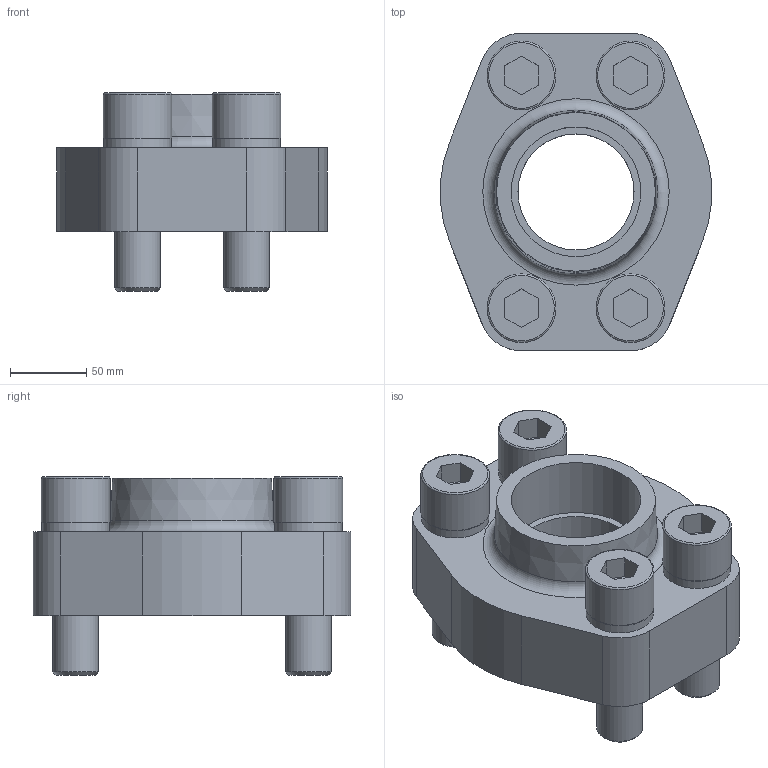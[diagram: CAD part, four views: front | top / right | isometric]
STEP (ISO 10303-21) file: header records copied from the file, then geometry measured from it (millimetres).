
FILE_DESCRIPTION(/* description */ ('STEP AP203'),/* implementation_level */ '2;1');
FILE_NAME(/* name */ 'SAE Threaded Flange AFE 76-6-01',/* time_stamp */ '2023-05-17T11:50:14+02:00',/* author */ ('License CC BY-ND 4.0'),/* organization */ ('CADENAS'),/* preprocessor_version */ 'ST-DEVELOPER v19.3',/* originating_system */ 'PARTsolutions',/* authorisation */ ' ');
FILE_SCHEMA (('CONFIG_CONTROL_DESIGN'));
Length unit declared in the file: millimetre
Products named in the file (1): SAE Gewindeflansch AFE 76-6-01
Bounding box: 177.5 x 208 x 130 mm (x, y, z)
Volume: 1847401.1 mm3; surface area: 209030.9 mm2
Topology: 1 solids, 3 shells, 106 faces, 215 edges, 140 vertices
Faces by surface type: plane 61, cylinder 32, torus 8, cone 5
Full cylindrical faces by diameter (mm): 30 x4, 30.5 x4, 31 x4, 44.1 x4, 45 x4, 76 x1, 84.926 x1, 85.52 x2, 92.18 x2
Entity records: 3328 total; most frequent: DIRECTION 464, CARTESIAN_POINT 417, ORIENTED_EDGE 346, AXIS2_PLACEMENT_3D 184, EDGE_LOOP 176, FACE_BOUND 176, EDGE_CURVE 173, VERTEX_POINT 137
